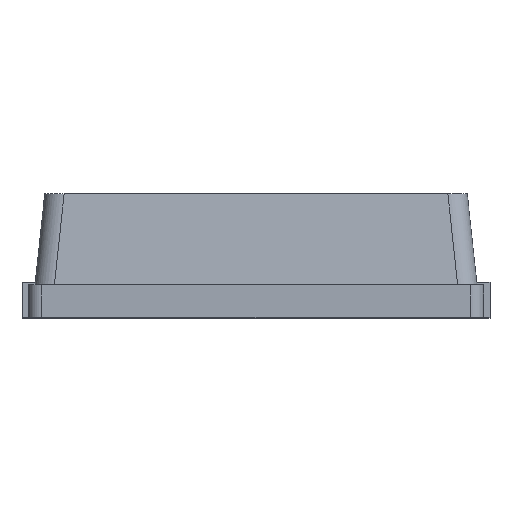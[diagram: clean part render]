
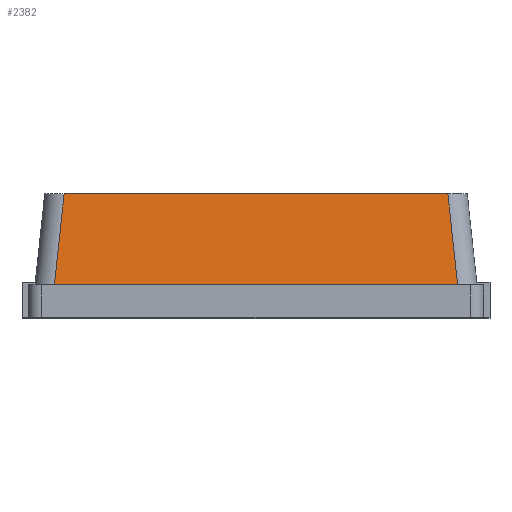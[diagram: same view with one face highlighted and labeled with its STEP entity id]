
A CAD part, top view. The second image highlights one B-rep face of the part: STEP entity #2382.
In plain terms, the highlighted planar face has unit normal (0, 0.106, 0.994).
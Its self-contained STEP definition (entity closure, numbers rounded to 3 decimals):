
#337 = CARTESIAN_POINT ( 'NONE',  ( 1.541, 0.346, 1.69 ) ) ;
#383 = VECTOR ( 'NONE', #3025, 1000. ) ;
#684 = VECTOR ( 'NONE', #2906, 1000. ) ;
#726 = EDGE_CURVE ( 'NONE', #2015, #989, #1376, .T. ) ;
#989 = VERTEX_POINT ( 'NONE', #2757 ) ;
#1376 = LINE ( 'NONE', #3658, #383 ) ;
#1383 = DIRECTION ( 'NONE',  ( 1., 0., 0. ) ) ;
#1497 = LINE ( 'NONE', #7253, #5412 ) ;
#1978 = AXIS2_PLACEMENT_3D ( 'NONE', #6440, #4751, #7018 ) ;
#2015 = VERTEX_POINT ( 'NONE', #6601 ) ;
#2382 = ADVANCED_FACE ( 'NONE', ( #4139 ), #5332, .T. ) ;
#2757 = CARTESIAN_POINT ( 'NONE',  ( -1.476, 0.95, 1.625 ) ) ;
#2897 = VERTEX_POINT ( 'NONE', #2917 ) ;
#2906 = DIRECTION ( 'NONE',  ( -0.106, -0.989, 0.106 ) ) ;
#2917 = CARTESIAN_POINT ( 'NONE',  ( -1.551, 0.25, 1.7 ) ) ;
#3025 = DIRECTION ( 'NONE',  ( -1., 0., 0. ) ) ;
#3161 = VERTEX_POINT ( 'NONE', #6293 ) ;
#3658 = CARTESIAN_POINT ( 'NONE',  ( 1.625, 0.95, 1.625 ) ) ;
#3700 = VECTOR ( 'NONE', #7300, 1000. ) ;
#3885 = ORIENTED_EDGE ( 'NONE', *, *, #7447, .T. ) ;
#4059 = EDGE_CURVE ( 'NONE', #2897, #3161, #1497, .T. ) ;
#4139 = FACE_OUTER_BOUND ( 'NONE', #6072, .T. ) ;
#4577 = ORIENTED_EDGE ( 'NONE', *, *, #4059, .T. ) ;
#4751 = DIRECTION ( 'NONE',  ( 0., 0.107, 0.994 ) ) ;
#5114 = EDGE_CURVE ( 'NONE', #3161, #2015, #5621, .T. ) ;
#5298 = CARTESIAN_POINT ( 'NONE',  ( -1.541, 0.346, 1.69 ) ) ;
#5332 = PLANE ( 'NONE',  #1978 ) ;
#5412 = VECTOR ( 'NONE', #1383, 1000. ) ;
#5621 = LINE ( 'NONE', #337, #3700 ) ;
#5939 = LINE ( 'NONE', #5298, #684 ) ;
#6072 = EDGE_LOOP ( 'NONE', ( #7190, #3885, #4577, #7515 ) ) ;
#6293 = CARTESIAN_POINT ( 'NONE',  ( 1.551, 0.25, 1.7 ) ) ;
#6440 = CARTESIAN_POINT ( 'NONE',  ( 0., 0.183, 1.707 ) ) ;
#6601 = CARTESIAN_POINT ( 'NONE',  ( 1.476, 0.95, 1.625 ) ) ;
#7018 = DIRECTION ( 'NONE',  ( 0., -0.994, 0.107 ) ) ;
#7190 = ORIENTED_EDGE ( 'NONE', *, *, #726, .T. ) ;
#7253 = CARTESIAN_POINT ( 'NONE',  ( -1.7, 0.25, 1.7 ) ) ;
#7300 = DIRECTION ( 'NONE',  ( -0.106, 0.989, -0.106 ) ) ;
#7447 = EDGE_CURVE ( 'NONE', #989, #2897, #5939, .T. ) ;
#7515 = ORIENTED_EDGE ( 'NONE', *, *, #5114, .T. ) ;
